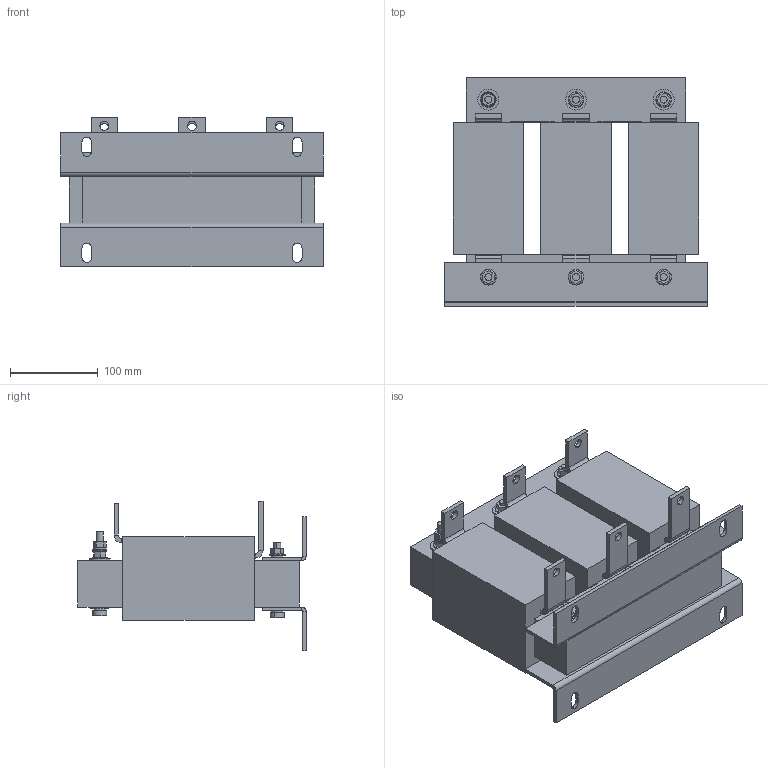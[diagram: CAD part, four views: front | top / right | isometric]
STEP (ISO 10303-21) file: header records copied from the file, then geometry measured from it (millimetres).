
FILE_DESCRIPTION (( 'STEP AP214' ), '1' );
FILE_NAME ('1040153.STEP', '2025-05-23T09:19:18', ( '' ), ( '' ), 'SwSTEP 2.0', 'SolidWorks 2022', '' );
FILE_SCHEMA (( 'AUTOMOTIVE_DESIGN' ));
Length unit declared in the file: millimetre
Products named in the file (1): 1040153
Bounding box: 300 x 260.65 x 170.8 mm (x, y, z)
Volume: 5085953.4 mm3; surface area: 396539.2 mm2
Topology: 1 solids, 1 shells, 374 faces, 876 edges, 542 vertices
Faces by surface type: plane 250, cylinder 100, cone 12, torus 12
Entity records: 10836 total; most frequent: CARTESIAN_POINT 2105, DIRECTION 1824, ORIENTED_EDGE 1752, EDGE_CURVE 876, AXIS2_PLACEMENT_3D 621, LINE 582, VECTOR 582, VERTEX_POINT 542
